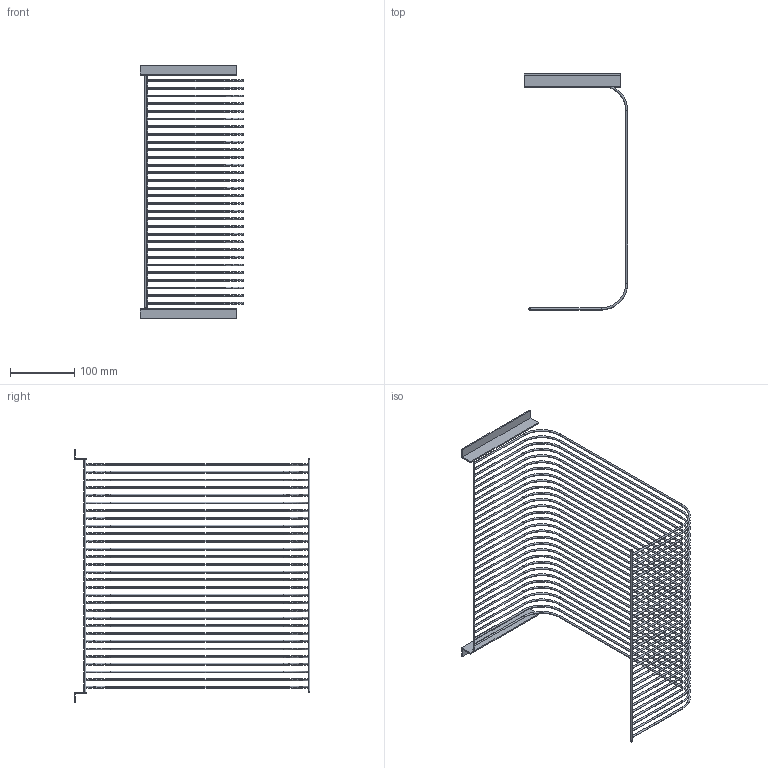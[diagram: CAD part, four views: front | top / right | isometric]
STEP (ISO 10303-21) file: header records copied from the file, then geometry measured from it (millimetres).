
FILE_DESCRIPTION (( 'STEP AP203' ), '1' );
FILE_NAME ('Support cuve ultrason V4.STEP', '2024-11-12T13:22:35', ( 'Adminlocal' ), ( '' ), 'SwSTEP 2.0', 'SolidWorks 2024', '' );
FILE_SCHEMA (( 'CONFIG_CONTROL_DESIGN' ));
Length unit declared in the file: millimetre
Products named in the file (5): Assemblage3; Support cuve ultrason V4; Pièce6; Pièce4; Pièce7
Assembly tree (6 placements, depth 3):
  Support cuve ultrason V4
    Assemblage3
      Pièce6
      Pièce4
      Pièce7
    Pièce6
    Pièce7
Bounding box: 161.5 x 368.5 x 396 mm (x, y, z)
Volume: 158405 mm3; surface area: 205953.1 mm2
Topology: 5 solids, 5 shells, 358 faces, 864 edges, 516 vertices
Faces by surface type: cylinder 186, torus 120, plane 52
Entity records: 10743 total; most frequent: CARTESIAN_POINT 2056, DIRECTION 1920, ORIENTED_EDGE 1680, AXIS2_PLACEMENT_3D 844, EDGE_CURVE 840, VERTEX_POINT 500, CIRCLE 488, FACE_OUTER_BOUND 346
